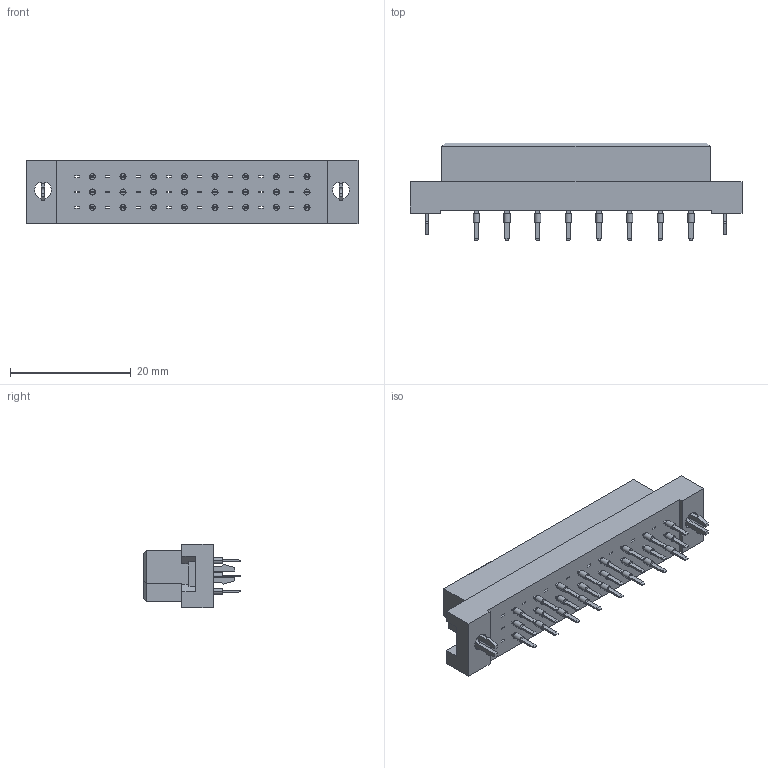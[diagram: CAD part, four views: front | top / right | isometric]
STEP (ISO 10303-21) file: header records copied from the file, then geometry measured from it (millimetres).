
FILE_DESCRIPTION (( 'STEP AP203' ), '1' );
FILE_NAME ('496-124-670-323.STEP', '2019-11-12T13:23:59', ( '' ), ( '' ), 'SwSTEP 2.0', 'SolidWorks 2020', '' );
FILE_SCHEMA (( 'CONFIG_CONTROL_DESIGN' ));
Length unit declared in the file: millimetre
Products named in the file (4): 496 Bore-lock; 496 Part_48; 496-290_70; 496-124-670-323
Assembly tree (27 placements, depth 2):
  496-124-670-323
    496 Part_48
    496-290_70  x24
    496 Bore-lock  x2
Bounding box: 55 x 16.2 x 10.6 mm (x, y, z)
Volume: 4677.4 mm3; surface area: 4829.1 mm2
Topology: 27 solids, 27 shells, 1134 faces, 2656 edges, 1672 vertices
Faces by surface type: plane 1080, cylinder 54
Entity records: 21442 total; most frequent: CARTESIAN_POINT 3554, ORIENTED_EDGE 3468, DIRECTION 3212, EDGE_CURVE 1734, LINE 1720, VECTOR 1720, VERTEX_POINT 1088, EDGE_LOOP 852
